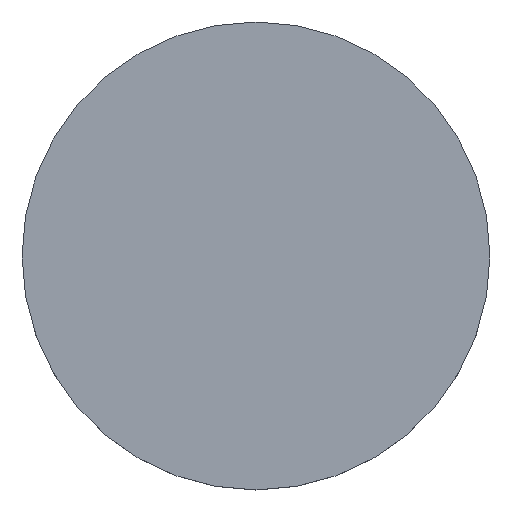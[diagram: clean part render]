
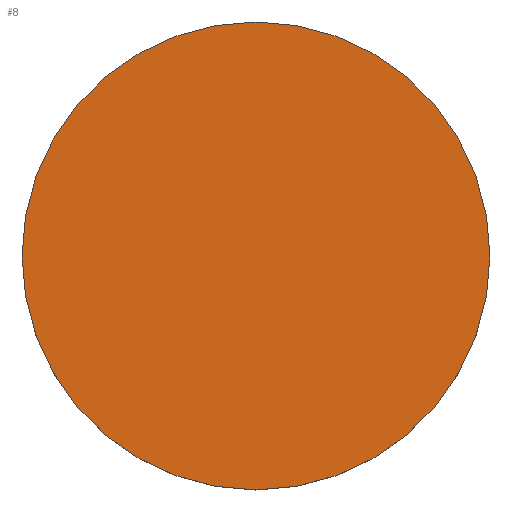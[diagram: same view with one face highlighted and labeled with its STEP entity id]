
A CAD part, top view. The second image highlights one B-rep face of the part: STEP entity #8.
In plain terms, the highlighted planar face has unit normal (0, 0, 1).
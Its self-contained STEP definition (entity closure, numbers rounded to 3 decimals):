
#8 = ADVANCED_FACE ( 'NONE', ( #150 ), #38, .T. ) ;
#17 = AXIS2_PLACEMENT_3D ( 'NONE', #139, #50, #83 ) ;
#24 = CARTESIAN_POINT ( 'NONE',  ( 0., 0., 1. ) ) ;
#25 = EDGE_CURVE ( 'NONE', #95, #125, #82, .T. ) ;
#38 = PLANE ( 'NONE',  #113 ) ;
#50 = DIRECTION ( 'NONE',  ( 0., 0., 1. ) ) ;
#57 = AXIS2_PLACEMENT_3D ( 'NONE', #24, #138, #64 ) ;
#62 = ORIENTED_EDGE ( 'NONE', *, *, #73, .T. ) ;
#64 = DIRECTION ( 'NONE',  ( 1., 0., 0. ) ) ;
#65 = CIRCLE ( 'NONE', #17, 4.5 ) ;
#73 = EDGE_CURVE ( 'NONE', #125, #95, #65, .T. ) ;
#77 = CARTESIAN_POINT ( 'NONE',  ( 0., 0., 1. ) ) ;
#82 = CIRCLE ( 'NONE', #57, 4.5 ) ;
#83 = DIRECTION ( 'NONE',  ( 1., 0., 0. ) ) ;
#95 = VERTEX_POINT ( 'NONE', #154 ) ;
#109 = EDGE_LOOP ( 'NONE', ( #62, #134 ) ) ;
#113 = AXIS2_PLACEMENT_3D ( 'NONE', #77, #136, #151 ) ;
#125 = VERTEX_POINT ( 'NONE', #128 ) ;
#128 = CARTESIAN_POINT ( 'NONE',  ( -4.5, 0., 1. ) ) ;
#134 = ORIENTED_EDGE ( 'NONE', *, *, #25, .T. ) ;
#136 = DIRECTION ( 'NONE',  ( 0., 0., 1. ) ) ;
#138 = DIRECTION ( 'NONE',  ( 0., 0., 1. ) ) ;
#139 = CARTESIAN_POINT ( 'NONE',  ( 0., 0., 1. ) ) ;
#150 = FACE_OUTER_BOUND ( 'NONE', #109, .T. ) ;
#151 = DIRECTION ( 'NONE',  ( 1., 0., 0. ) ) ;
#154 = CARTESIAN_POINT ( 'NONE',  ( 4.5, 0., 1. ) ) ;
